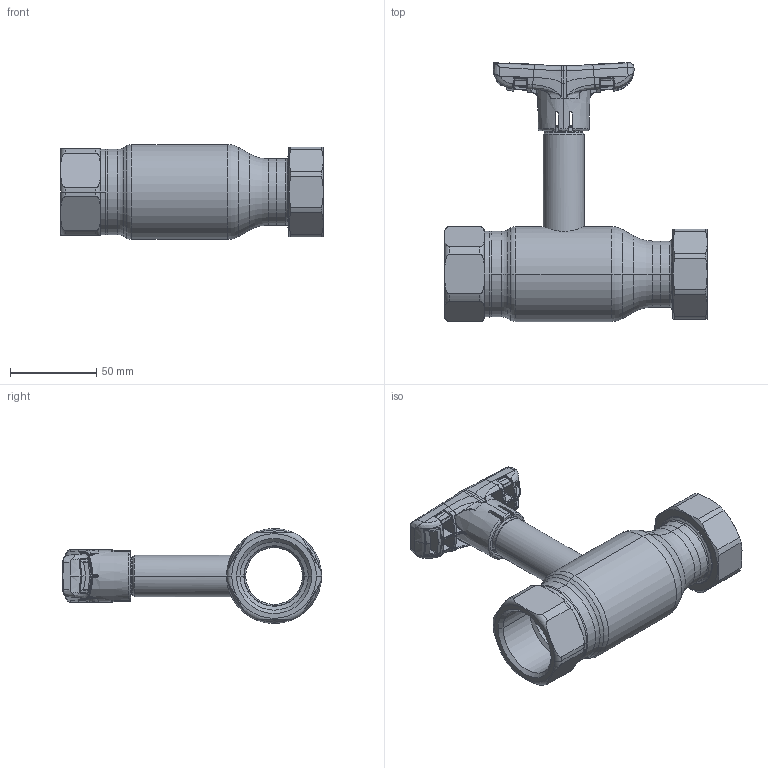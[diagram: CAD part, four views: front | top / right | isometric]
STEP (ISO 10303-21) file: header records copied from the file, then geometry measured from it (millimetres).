
FILE_DESCRIPTION (( 'STEP AP214' ), '1' );
FILE_NAME ('2032002201-0400.step', '2023-12-18T10:05:02', ( '' ), ( '' ), 'SwSTEP 2.0', 'SolidWorks 2021', '' );
FILE_SCHEMA (( 'AUTOMOTIVE_DESIGN' ));
Length unit declared in the file: millimetre
Products named in the file (1): 2032002201-0400
Bounding box: 152.2 x 150.08 x 55 mm (x, y, z)
Surface area: 55733.3 mm2 (no closed solid volume)
Topology: 0 solids, 9 shells, 607 faces, 1895 edges, 1216 vertices
Faces by surface type: bspline 420, cylinder 63, plane 60, cone 34, torus 30
Entity records: 53613 total; most frequent: CARTESIAN_POINT 34369, ORIENTED_EDGE 3150, EDGE_CURVE 1885, DIRECTION 1425, B_SPLINE_CURVE_WITH_KNOTS 1257, VERTEX_POINT 1213, EDGE_LOOP 616, AXIS2_PLACEMENT_3D 611
